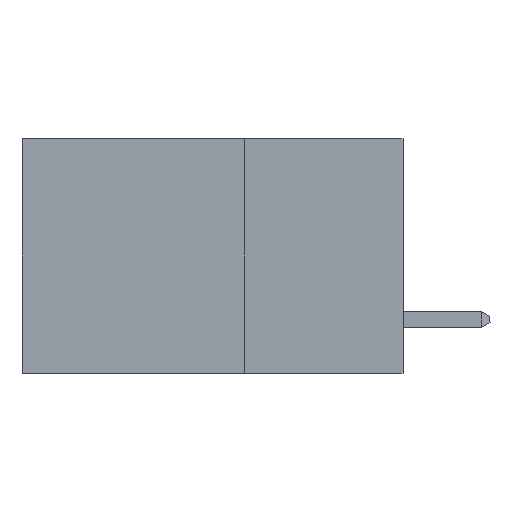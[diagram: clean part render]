
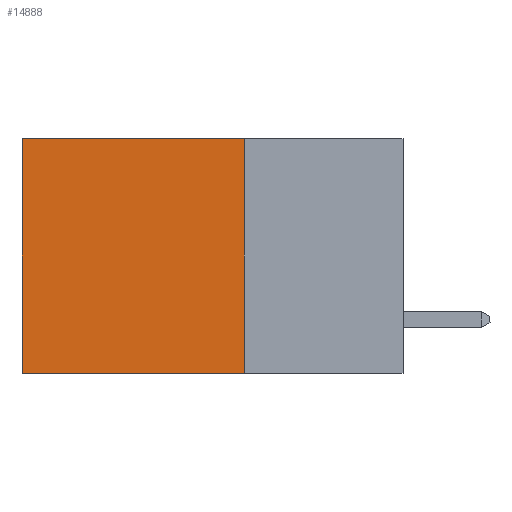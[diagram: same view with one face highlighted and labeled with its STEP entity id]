
A CAD part, left-side view. The second image highlights one B-rep face of the part: STEP entity #14888.
In plain terms, the highlighted planar face has unit normal (-1, 0, 0).
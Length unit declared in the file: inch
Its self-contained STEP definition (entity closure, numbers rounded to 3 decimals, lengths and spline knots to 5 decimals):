
#62 = VERTEX_POINT ( 'NONE', #4626 ) ;
#267 = EDGE_LOOP ( 'NONE', ( #6109, #6350, #15532, #10253 ) ) ;
#1034 = VERTEX_POINT ( 'NONE', #12142 ) ;
#2382 = PLANE ( 'NONE',  #7247 ) ;
#2607 = VECTOR ( 'NONE', #10317, 39.37008 ) ;
#2730 = EDGE_CURVE ( 'NONE', #15267, #15433, #15803, .T. ) ;
#2781 = LINE ( 'NONE', #4572, #9902 ) ;
#3510 = EDGE_CURVE ( 'NONE', #15267, #62, #2781, .T. ) ;
#3592 = VECTOR ( 'NONE', #14122, 39.37008 ) ;
#3720 = DIRECTION ( 'NONE',  ( 0., 0., -1. ) ) ;
#3817 = EDGE_CURVE ( 'NONE', #15433, #1034, #10288, .T. ) ;
#4572 = CARTESIAN_POINT ( 'NONE',  ( 0.2875, 0.25, 0. ) ) ;
#4626 = CARTESIAN_POINT ( 'NONE',  ( 0.2875, 0.25, -0.37 ) ) ;
#5037 = DIRECTION ( 'NONE',  ( 0., 0., -1. ) ) ;
#5955 = VECTOR ( 'NONE', #15036, 39.37008 ) ;
#6109 = ORIENTED_EDGE ( 'NONE', *, *, #3817, .T. ) ;
#6350 = ORIENTED_EDGE ( 'NONE', *, *, #13692, .F. ) ;
#6358 = LINE ( 'NONE', #13850, #5955 ) ;
#6910 = CARTESIAN_POINT ( 'NONE',  ( 0.2875, 0.6, 0. ) ) ;
#7197 = FACE_OUTER_BOUND ( 'NONE', #267, .T. ) ;
#7247 = AXIS2_PLACEMENT_3D ( 'NONE', #8778, #11292, #3720 ) ;
#8778 = CARTESIAN_POINT ( 'NONE',  ( 0.2875, 0.25, 0. ) ) ;
#9282 = CARTESIAN_POINT ( 'NONE',  ( 0.2875, 0.25, 0. ) ) ;
#9902 = VECTOR ( 'NONE', #5037, 39.37008 ) ;
#10253 = ORIENTED_EDGE ( 'NONE', *, *, #2730, .T. ) ;
#10288 = LINE ( 'NONE', #6910, #3592 ) ;
#10317 = DIRECTION ( 'NONE',  ( 0., 1., 0. ) ) ;
#11292 = DIRECTION ( 'NONE',  ( 1., 0., 0. ) ) ;
#12142 = CARTESIAN_POINT ( 'NONE',  ( 0.2875, 0.6, -0.37 ) ) ;
#13289 = CARTESIAN_POINT ( 'NONE',  ( 0.2875, 0.6, 0. ) ) ;
#13692 = EDGE_CURVE ( 'NONE', #62, #1034, #6358, .T. ) ;
#13850 = CARTESIAN_POINT ( 'NONE',  ( 0.2875, 0.25, -0.37 ) ) ;
#14122 = DIRECTION ( 'NONE',  ( 0., 0., -1. ) ) ;
#14888 = ADVANCED_FACE ( 'NONE', ( #7197 ), #2382, .F. ) ;
#15036 = DIRECTION ( 'NONE',  ( 0., 1., 0. ) ) ;
#15103 = CARTESIAN_POINT ( 'NONE',  ( 0.2875, 0.25, 0. ) ) ;
#15267 = VERTEX_POINT ( 'NONE', #9282 ) ;
#15433 = VERTEX_POINT ( 'NONE', #13289 ) ;
#15532 = ORIENTED_EDGE ( 'NONE', *, *, #3510, .F. ) ;
#15803 = LINE ( 'NONE', #15103, #2607 ) ;
